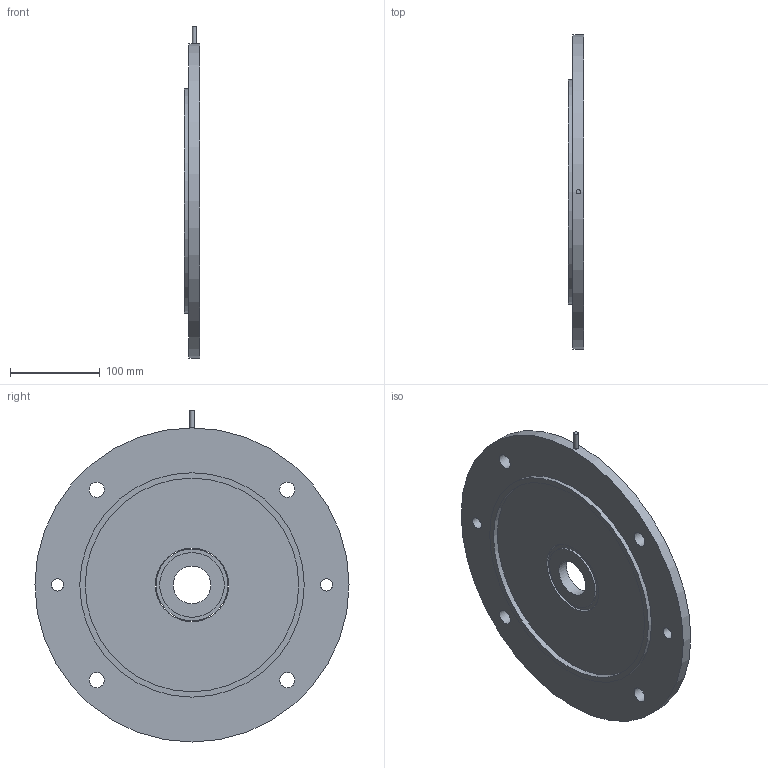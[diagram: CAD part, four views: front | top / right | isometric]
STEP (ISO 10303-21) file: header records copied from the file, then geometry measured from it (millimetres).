
FILE_DESCRIPTION(/* description */ (''),/* implementation_level */ '2;1');
FILE_NAME(/* name */ 'DN-0009737',/* time_stamp */ '2021-06-17T11:47:07+02:00',/* author */ (''),/* organization */ (''),/* preprocessor_version */ 'ST-DEVELOPER v16.5',/* originating_system */ 'HiCAD 2020 2501.2 Build 335',/* authorisation */ '');
FILE_SCHEMA (('AUTOMOTIVE_DESIGN { 1 0 10303 214 1 1 1 1 }'));
Length unit declared in the file: millimetre
Bounding box: 17 x 350 x 369.91 mm (x, y, z)
Volume: 859606.8 mm3; surface area: 231834 mm2
Topology: 4 solids, 4 shells, 33 faces, 59 edges, 40 vertices
Faces by surface type: cylinder 19, plane 14
Full cylindrical faces by diameter (mm): 4 x1, 5 x1, 13.546 x2, 17 x4, 42 x1, 72 x2, 79.9 x2, 82 x1, 105 x1, 238 x1, 250 x2, 350 x1
Entity records: 1135 total; most frequent: DIRECTION 142, CARTESIAN_POINT 109, PRESENTATION_STYLE_ASSIGNMENT 77, COLOUR_RGB 77, DRAUGHTING_PRE_DEFINED_CURVE_FONT 76, CURVE_STYLE 76, OVER_RIDING_STYLED_ITEM 76, ORIENTED_EDGE 76
